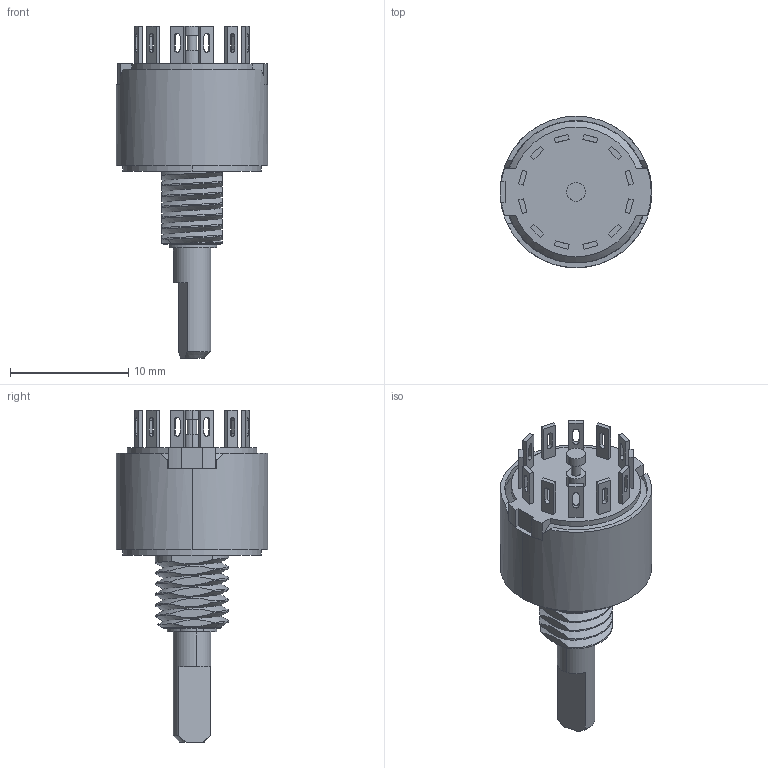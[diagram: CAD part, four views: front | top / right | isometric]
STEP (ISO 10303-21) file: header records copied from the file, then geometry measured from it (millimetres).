
FILE_DESCRIPTION((''),'2;1');
FILE_NAME('56S30-01-1-XXX_ASM','2015-02-02T',('jjanota'),(''),'PRO/ENGINEER BY PARAMETRIC TECHNOLOGY CORPORATION, 2011490','PRO/ENGINEER BY PARAMETRIC TECHNOLOGY CORPORATION, 2011490','');
FILE_SCHEMA(('CONFIG_CONTROL_DESIGN'));
Length unit declared in the file: inch
Products named in the file (3): 56D30-01-1-AJX_SW0001_1; 555801-001_COMPRESSED; 56S30-01-1-XXX_ASM
Assembly tree (2 placements, depth 2):
  56S30-01-1-XXX_ASM
    56D30-01-1-AJX_SW0001_1
    555801-001_COMPRESSED
Bounding box: 12.81 x 12.81 x 28.04 mm (x, y, z)
Volume: 827.8 mm3; surface area: 2039.4 mm2
Topology: 2 solids, 2 shells, 459 faces, 1231 edges, 818 vertices
Faces by surface type: plane 297, cylinder 134, torus 16, cone 6, bspline 6
Entity records: 20271 total; most frequent: CARTESIAN_POINT 4864, ORIENTED_EDGE 2462, DIRECTION 2411, EDGE_CURVE 1231, VERTEX_POINT 818, AXIS2_PLACEMENT_3D 812, VECTOR 787, LINE 787
